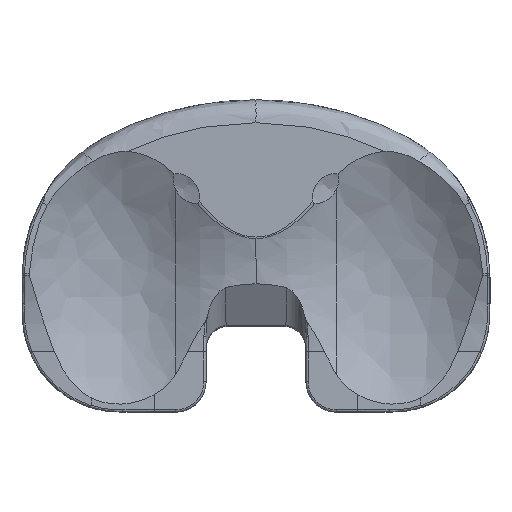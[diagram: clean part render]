
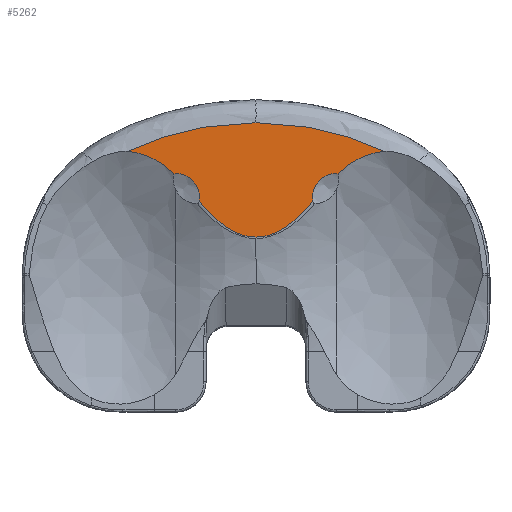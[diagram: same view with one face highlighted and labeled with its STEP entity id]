
A CAD part, top view. The second image highlights one B-rep face of the part: STEP entity #5262.
In plain terms, the highlighted planar face has unit normal (0, 0, 1).
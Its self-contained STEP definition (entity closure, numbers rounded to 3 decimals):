
#228=CARTESIAN_POINT('',(13.348,0.379,0.));
#274=CARTESIAN_POINT('',(0.,-9.94,0.));
#276=CARTESIAN_POINT('',(0.,-9.94,0.));
#277=CARTESIAN_POINT('',(0.152,-9.94,0.));
#278=CARTESIAN_POINT('',(0.468,-9.931,0.));
#279=CARTESIAN_POINT('',(0.975,-9.883,0.));
#280=CARTESIAN_POINT('',(1.523,-9.79,0.));
#281=CARTESIAN_POINT('',(2.114,-9.641,0.));
#282=CARTESIAN_POINT('',(2.751,-9.424,0.));
#283=CARTESIAN_POINT('',(3.43,-9.126,0.));
#284=CARTESIAN_POINT('',(4.151,-8.74,0.));
#285=CARTESIAN_POINT('',(4.909,-8.258,0.));
#286=CARTESIAN_POINT('',(5.706,-7.676,0.));
#287=CARTESIAN_POINT('',(6.539,-6.985,0.));
#288=CARTESIAN_POINT('',(7.403,-6.172,0.));
#289=CARTESIAN_POINT('',(8.297,-5.222,0.));
#290=CARTESIAN_POINT('',(8.916,-4.493,0.));
#291=CARTESIAN_POINT('',(9.233,-4.105,0.));
#293=CARTESIAN_POINT('',(9.233,-4.105,0.));
#335=CARTESIAN_POINT('',(-9.233,-4.105,0.));
#343=CARTESIAN_POINT('',(0.,-9.94,0.));
#344=CARTESIAN_POINT('',(-0.152,-9.94,0.));
#345=CARTESIAN_POINT('',(-0.468,-9.931,0.));
#346=CARTESIAN_POINT('',(-0.975,-9.883,0.));
#347=CARTESIAN_POINT('',(-1.523,-9.79,0.));
#348=CARTESIAN_POINT('',(-2.114,-9.641,0.));
#349=CARTESIAN_POINT('',(-2.751,-9.424,0.));
#350=CARTESIAN_POINT('',(-3.43,-9.126,0.));
#351=CARTESIAN_POINT('',(-4.151,-8.74,0.));
#352=CARTESIAN_POINT('',(-4.909,-8.258,0.));
#353=CARTESIAN_POINT('',(-5.706,-7.676,0.));
#354=CARTESIAN_POINT('',(-6.539,-6.985,0.));
#355=CARTESIAN_POINT('',(-7.403,-6.172,0.));
#356=CARTESIAN_POINT('',(-8.297,-5.222,0.));
#357=CARTESIAN_POINT('',(-8.916,-4.493,0.));
#358=CARTESIAN_POINT('',(-9.233,-4.105,0.));
#896=CARTESIAN_POINT('',(-9.233,-4.105,0.));
#897=CARTESIAN_POINT('',(-9.196,-3.88,0.));
#898=CARTESIAN_POINT('',(-9.166,-3.431,0.));
#899=CARTESIAN_POINT('',(-9.24,-2.749,0.));
#900=CARTESIAN_POINT('',(-9.423,-2.1,0.));
#901=CARTESIAN_POINT('',(-9.703,-1.501,0.));
#902=CARTESIAN_POINT('',(-10.089,-0.948,0.));
#903=CARTESIAN_POINT('',(-10.588,-0.453,0.));
#904=CARTESIAN_POINT('',(-11.215,-0.037,0.));
#905=CARTESIAN_POINT('',(-11.904,0.246,0.));
#906=CARTESIAN_POINT('',(-12.623,0.395,0.));
#907=CARTESIAN_POINT('',(-13.105,0.402,0.));
#908=CARTESIAN_POINT('',(-13.348,0.379,0.));
#910=CARTESIAN_POINT('',(-13.348,0.379,0.));
#911=CARTESIAN_POINT('',(-13.616,0.639,0.));
#912=CARTESIAN_POINT('',(-14.168,1.139,0.));
#913=CARTESIAN_POINT('',(-15.062,1.83,0.));
#914=CARTESIAN_POINT('',(-16.001,2.439,0.));
#915=CARTESIAN_POINT('',(-16.977,2.956,0.));
#916=CARTESIAN_POINT('',(-17.974,3.371,0.));
#917=CARTESIAN_POINT('',(-18.973,3.678,0.));
#918=CARTESIAN_POINT('',(-19.961,3.882,0.));
#919=CARTESIAN_POINT('',(-20.612,3.955,0.));
#920=CARTESIAN_POINT('',(-20.935,3.976,0.));
#922=CARTESIAN_POINT('',(13.348,0.379,0.));
#923=CARTESIAN_POINT('',(13.616,0.639,0.));
#924=CARTESIAN_POINT('',(14.168,1.139,0.));
#925=CARTESIAN_POINT('',(15.062,1.83,0.));
#926=CARTESIAN_POINT('',(16.001,2.439,0.));
#927=CARTESIAN_POINT('',(16.977,2.956,0.));
#928=CARTESIAN_POINT('',(17.974,3.371,0.));
#929=CARTESIAN_POINT('',(18.973,3.678,0.));
#930=CARTESIAN_POINT('',(19.961,3.882,0.));
#931=CARTESIAN_POINT('',(20.612,3.955,0.));
#932=CARTESIAN_POINT('',(20.935,3.976,0.));
#934=CARTESIAN_POINT('',(9.233,-4.105,0.));
#935=CARTESIAN_POINT('',(9.196,-3.88,0.));
#936=CARTESIAN_POINT('',(9.166,-3.431,0.));
#937=CARTESIAN_POINT('',(9.24,-2.749,0.));
#938=CARTESIAN_POINT('',(9.423,-2.1,0.));
#939=CARTESIAN_POINT('',(9.703,-1.501,0.));
#940=CARTESIAN_POINT('',(10.089,-0.948,0.));
#941=CARTESIAN_POINT('',(10.588,-0.453,0.));
#942=CARTESIAN_POINT('',(11.215,-0.037,0.));
#943=CARTESIAN_POINT('',(11.904,0.246,0.));
#944=CARTESIAN_POINT('',(12.623,0.395,0.));
#945=CARTESIAN_POINT('',(13.105,0.402,0.));
#946=CARTESIAN_POINT('',(13.348,0.379,0.));
#999=CARTESIAN_POINT('',(-20.935,3.976,0.));
#1000=CARTESIAN_POINT('',(-19.981,4.427,0.));
#1001=CARTESIAN_POINT('',(-18.047,5.254,0.));
#1002=CARTESIAN_POINT('',(-15.216,6.273,0.));
#1003=CARTESIAN_POINT('',(-12.079,7.188,0.));
#1004=CARTESIAN_POINT('',(-8.522,7.954,0.));
#1005=CARTESIAN_POINT('',(-4.548,8.495,0.));
#1006=CARTESIAN_POINT('',(-1.568,8.643,0.));
#1007=CARTESIAN_POINT('',(0.,8.643,0.));
#1016=CARTESIAN_POINT('',(-20.935,3.976,0.));
#1036=CARTESIAN_POINT('',(0.,8.643,0.));
#1073=CARTESIAN_POINT('',(20.935,3.976,0.));
#1075=CARTESIAN_POINT('',(20.935,3.976,0.));
#1076=CARTESIAN_POINT('',(19.981,4.427,0.));
#1077=CARTESIAN_POINT('',(18.047,5.254,0.));
#1078=CARTESIAN_POINT('',(15.216,6.273,0.));
#1079=CARTESIAN_POINT('',(12.079,7.188,0.));
#1080=CARTESIAN_POINT('',(8.522,7.954,0.));
#1081=CARTESIAN_POINT('',(4.548,8.495,0.));
#1082=CARTESIAN_POINT('',(1.568,8.643,0.));
#1083=CARTESIAN_POINT('',(0.,8.643,0.));
#1136=CARTESIAN_POINT('',(-13.348,0.379,0.));
#3144=VERTEX_POINT('',#1073);
#3147=VERTEX_POINT('',#228);
#3185=VERTEX_POINT('',#293);
#3312=VERTEX_POINT('',#1016);
#3315=VERTEX_POINT('',#1136);
#3353=VERTEX_POINT('',#335);
#3466=VERTEX_POINT('',#1036);
#3468=VERTEX_POINT('',#274);
#5243=CARTESIAN_POINT('',(0.,0.,0.));
#5244=DIRECTION('',(0.,0.,1.));
#5245=DIRECTION('',(1.,0.,0.));
#5246=AXIS2_PLACEMENT_3D('',#5243,#5244,#5245);
#5247=PLANE('',#5246);
#5248=ORIENTED_EDGE('',*,*,#4329,.F.);
#5249=ORIENTED_EDGE('',*,*,#4411,.T.);
#5251=ORIENTED_EDGE('',*,*,#5250,.T.);
#5253=ORIENTED_EDGE('',*,*,#5252,.T.);
#5255=ORIENTED_EDGE('',*,*,#5254,.T.);
#5257=ORIENTED_EDGE('',*,*,#5256,.F.);
#5258=ORIENTED_EDGE('',*,*,#4196,.F.);
#5259=ORIENTED_EDGE('',*,*,#4248,.F.);
#5260=EDGE_LOOP('',(#5248,#5249,#5251,#5253,#5255,#5257,#5258,#5259));
#5261=FACE_OUTER_BOUND('',#5260,.F.);
#5262=ADVANCED_FACE('',(#5261),#5247,.T.);
#292=B_SPLINE_CURVE_WITH_KNOTS('',3,(#276,#277,#278,#279,#280,#281,#282,#283,
#284,#285,#286,#287,#288,#289,#290,#291),.UNSPECIFIED.,.F.,.F.,(4,1,1,1,1,1,1,1,
1,1,1,1,1,4),(0.,0.077,0.154,0.231,
0.308,0.385,0.462,0.538,
0.615,0.692,0.769,0.846,
0.923,1.),.UNSPECIFIED.);
#359=B_SPLINE_CURVE_WITH_KNOTS('',3,(#343,#344,#345,#346,#347,#348,#349,#350,
#351,#352,#353,#354,#355,#356,#357,#358),.UNSPECIFIED.,.F.,.F.,(4,1,1,1,1,1,1,1,
1,1,1,1,1,4),(0.,0.077,0.154,0.231,
0.308,0.385,0.462,0.538,
0.615,0.692,0.769,0.846,
0.923,1.),.UNSPECIFIED.);
#909=B_SPLINE_CURVE_WITH_KNOTS('',3,(#896,#897,#898,#899,#900,#901,#902,#903,
#904,#905,#906,#907,#908),.UNSPECIFIED.,.F.,.F.,(4,1,1,1,1,1,1,1,1,1,4),(0.,
0.1,0.2,0.3,0.4,0.5,0.6,0.7,0.8,0.9,1.),.UNSPECIFIED.);
#921=B_SPLINE_CURVE_WITH_KNOTS('',3,(#910,#911,#912,#913,#914,#915,#916,#917,
#918,#919,#920),.UNSPECIFIED.,.F.,.F.,(4,1,1,1,1,1,1,1,4),(0.,0.125,0.25,
0.375,0.5,0.625,0.75,0.875,1.),.UNSPECIFIED.);
#933=B_SPLINE_CURVE_WITH_KNOTS('',3,(#922,#923,#924,#925,#926,#927,#928,#929,
#930,#931,#932),.UNSPECIFIED.,.F.,.F.,(4,1,1,1,1,1,1,1,4),(0.,0.125,0.25,
0.375,0.5,0.625,0.75,0.875,1.),.UNSPECIFIED.);
#947=B_SPLINE_CURVE_WITH_KNOTS('',3,(#934,#935,#936,#937,#938,#939,#940,#941,
#942,#943,#944,#945,#946),.UNSPECIFIED.,.F.,.F.,(4,1,1,1,1,1,1,1,1,1,4),(0.,
0.1,0.2,0.3,0.4,0.5,0.6,0.7,0.8,0.9,1.),.UNSPECIFIED.);
#1008=B_SPLINE_CURVE_WITH_KNOTS('',3,(#999,#1000,#1001,#1002,#1003,#1004,#1005,
#1006,#1007),.UNSPECIFIED.,.F.,.F.,(4,1,1,1,1,1,4),(0.,0.167,
0.333,0.5,0.667,0.833,1.),
.UNSPECIFIED.);
#1084=B_SPLINE_CURVE_WITH_KNOTS('',3,(#1075,#1076,#1077,#1078,#1079,#1080,#1081,
#1082,#1083),.UNSPECIFIED.,.F.,.F.,(4,1,1,1,1,1,4),(0.,0.167,
0.333,0.5,0.667,0.833,1.),
.UNSPECIFIED.);
#4196=EDGE_CURVE('',#3147,#3144,#933,.T.);
#4248=EDGE_CURVE('',#3185,#3147,#947,.T.);
#4329=EDGE_CURVE('',#3468,#3185,#292,.T.);
#4411=EDGE_CURVE('',#3468,#3353,#359,.T.);
#5250=EDGE_CURVE('',#3353,#3315,#909,.T.);
#5252=EDGE_CURVE('',#3315,#3312,#921,.T.);
#5254=EDGE_CURVE('',#3312,#3466,#1008,.T.);
#5256=EDGE_CURVE('',#3144,#3466,#1084,.T.);
